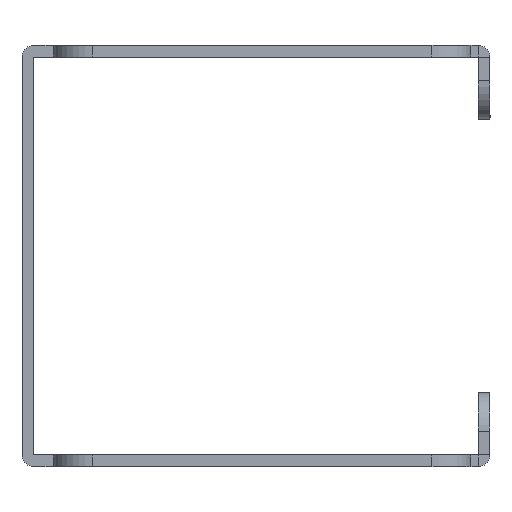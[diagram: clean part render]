
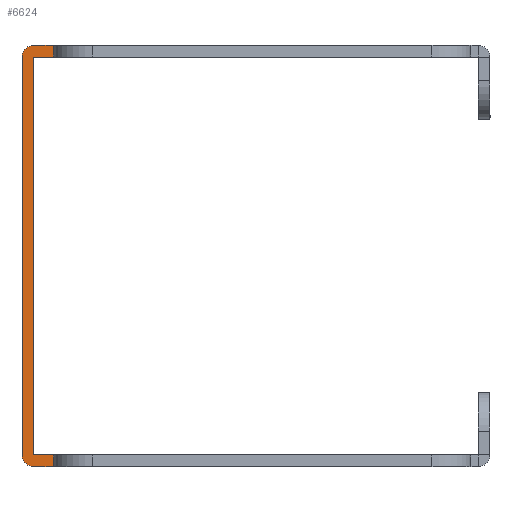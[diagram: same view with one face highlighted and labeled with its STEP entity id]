
A CAD part, left-side view. The second image highlights one B-rep face of the part: STEP entity #6624.
In plain terms, the highlighted planar face has unit normal (-1, 0, 0).
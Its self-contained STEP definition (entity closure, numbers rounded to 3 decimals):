
#27 = EDGE_CURVE ( 'NONE', #1237, #1220, #3194, .T. ) ;
#87 = EDGE_CURVE ( 'NONE', #1256, #1446, #8122, .T. ) ;
#159 = EDGE_CURVE ( 'NONE', #1384, #1284, #8192, .T. ) ;
#205 = EDGE_CURVE ( 'NONE', #6401, #6011, #8155, .T. ) ;
#280 = EDGE_CURVE ( 'NONE', #6011, #1451, #8252, .T. ) ;
#282 = EDGE_CURVE ( 'NONE', #1284, #1126, #8432, .T. ) ;
#285 = EDGE_CURVE ( 'NONE', #1469, #1446, #8513, .T. ) ;
#287 = EDGE_CURVE ( 'NONE', #1305, #1220, #8297, .T. ) ;
#361 = EDGE_CURVE ( 'NONE', #1237, #1256, #2275, .T. ) ;
#362 = EDGE_CURVE ( 'NONE', #6401, #1384, #2347, .T. ) ;
#703 = DIRECTION ( 'NONE',  ( 0., 0., 1. ) ) ;
#704 = CARTESIAN_POINT ( 'NONE',  ( 9.4, 0., -51. ) ) ;
#1126 = VERTEX_POINT ( 'NONE', #9007 ) ;
#1220 = VERTEX_POINT ( 'NONE', #8894 ) ;
#1237 = VERTEX_POINT ( 'NONE', #8877 ) ;
#1256 = VERTEX_POINT ( 'NONE', #8857 ) ;
#1284 = VERTEX_POINT ( 'NONE', #8824 ) ;
#1305 = VERTEX_POINT ( 'NONE', #8801 ) ;
#1384 = VERTEX_POINT ( 'NONE', #8710 ) ;
#1446 = VERTEX_POINT ( 'NONE', #8647 ) ;
#1451 = VERTEX_POINT ( 'NONE', #8642 ) ;
#1469 = VERTEX_POINT ( 'NONE', #8624 ) ;
#1754 = ORIENTED_EDGE ( 'NONE', *, *, #205, .T. ) ;
#1755 = ORIENTED_EDGE ( 'NONE', *, *, #362, .F. ) ;
#1756 = ORIENTED_EDGE ( 'NONE', *, *, #159, .F. ) ;
#1757 = ORIENTED_EDGE ( 'NONE', *, *, #282, .F. ) ;
#1758 = ORIENTED_EDGE ( 'NONE', *, *, #7290, .T. ) ;
#1759 = ORIENTED_EDGE ( 'NONE', *, *, #287, .F. ) ;
#1760 = ORIENTED_EDGE ( 'NONE', *, *, #27, .T. ) ;
#1761 = ORIENTED_EDGE ( 'NONE', *, *, #361, .F. ) ;
#1762 = ORIENTED_EDGE ( 'NONE', *, *, #87, .F. ) ;
#1763 = ORIENTED_EDGE ( 'NONE', *, *, #285, .T. ) ;
#1764 = ORIENTED_EDGE ( 'NONE', *, *, #7366, .T. ) ;
#1765 = ORIENTED_EDGE ( 'NONE', *, *, #280, .T. ) ;
#2053 = FACE_OUTER_BOUND ( 'NONE', #7730, .T. ) ;
#2275 = LINE ( 'NONE', #2860, #2350 ) ;
#2341 = VECTOR ( 'NONE', #2850, 1000. ) ;
#2347 = LINE ( 'NONE', #2853, #2341 ) ;
#2350 = VECTOR ( 'NONE', #2854, 1000. ) ;
#2504 = AXIS2_PLACEMENT_3D ( 'NONE', #5839, #5837, #5836 ) ;
#2506 = AXIS2_PLACEMENT_3D ( 'NONE', #5829, #5828, #5827 ) ;
#2508 = AXIS2_PLACEMENT_3D ( 'NONE', #5821, #5819, #5818 ) ;
#2510 = AXIS2_PLACEMENT_3D ( 'NONE', #5810, #5808, #5807 ) ;
#2638 = AXIS2_PLACEMENT_3D ( 'NONE', #5476, #5450, #5448 ) ;
#2850 = DIRECTION ( 'NONE',  ( 0., 0., -1. ) ) ;
#2853 = CARTESIAN_POINT ( 'NONE',  ( 9.4, -2.5, -55.25 ) ) ;
#2854 = DIRECTION ( 'NONE',  ( 0., 0., -1. ) ) ;
#2860 = CARTESIAN_POINT ( 'NONE',  ( 9.4, -2.5, -55.25 ) ) ;
#3194 = LINE ( 'NONE', #4998, #3288 ) ;
#3288 = VECTOR ( 'NONE', #4131, 1000. ) ;
#3674 = LINE ( 'NONE', #3970, #3680 ) ;
#3680 = VECTOR ( 'NONE', #3985, 1000. ) ;
#3970 = CARTESIAN_POINT ( 'NONE',  ( 9.4, 1.5, -55.25 ) ) ;
#3985 = DIRECTION ( 'NONE',  ( 0., 0., -1. ) ) ;
#4047 = DIRECTION ( 'NONE',  ( 0., 1., 0. ) ) ;
#4065 = CARTESIAN_POINT ( 'NONE',  ( 9.4, -57., -52.5 ) ) ;
#4131 = DIRECTION ( 'NONE',  ( 0., 1., 0. ) ) ;
#4678 = VECTOR ( 'NONE', #703, 1000. ) ;
#4680 = LINE ( 'NONE', #704, #4678 ) ;
#4998 = CARTESIAN_POINT ( 'NONE',  ( 9.4, -57., -51. ) ) ;
#5448 = DIRECTION ( 'NONE',  ( 0., 0., -1. ) ) ;
#5450 = DIRECTION ( 'NONE',  ( 1., 0., 0. ) ) ;
#5461 = PLANE ( 'NONE',  #2638 ) ;
#5476 = CARTESIAN_POINT ( 'NONE',  ( 9.4, -2.5, -55.25 ) ) ;
#5636 = CARTESIAN_POINT ( 'NONE',  ( 9.4, 0., 1.5 ) ) ;
#5651 = DIRECTION ( 'NONE',  ( 0., 1., 0. ) ) ;
#5675 = DIRECTION ( 'NONE',  ( 0., 1., 0. ) ) ;
#5723 = CARTESIAN_POINT ( 'NONE',  ( 9.4, 0., 0. ) ) ;
#5807 = DIRECTION ( 'NONE',  ( 0., 0., -1. ) ) ;
#5808 = DIRECTION ( 'NONE',  ( -1., 0., 0. ) ) ;
#5810 = CARTESIAN_POINT ( 'NONE',  ( 9.4, -0.001, -50.999 ) ) ;
#5818 = DIRECTION ( 'NONE',  ( 0., 0., -1. ) ) ;
#5819 = DIRECTION ( 'NONE',  ( -1., 0., 0. ) ) ;
#5821 = CARTESIAN_POINT ( 'NONE',  ( 9.4, -0.001, -50.999 ) ) ;
#5827 = DIRECTION ( 'NONE',  ( 0., 0., -1. ) ) ;
#5828 = DIRECTION ( 'NONE',  ( -1., 0., 0. ) ) ;
#5829 = CARTESIAN_POINT ( 'NONE',  ( 9.4, -0.001, -0.001 ) ) ;
#5836 = DIRECTION ( 'NONE',  ( 0., 0., -1. ) ) ;
#5837 = DIRECTION ( 'NONE',  ( -1., 0., 0. ) ) ;
#5839 = CARTESIAN_POINT ( 'NONE',  ( 9.4, -0.001, -0.001 ) ) ;
#6011 = VERTEX_POINT ( 'NONE', #7016 ) ;
#6401 = VERTEX_POINT ( 'NONE', #6906 ) ;
#6624 = ADVANCED_FACE ( 'NONE', ( #2053 ), #5461, .F. ) ;
#6906 = CARTESIAN_POINT ( 'NONE',  ( 9.4, -2.5, 1.5 ) ) ;
#7016 = CARTESIAN_POINT ( 'NONE',  ( 9.4, -0.001, 1.5 ) ) ;
#7290 = EDGE_CURVE ( 'NONE', #1305, #1126, #4680, .T. ) ;
#7366 = EDGE_CURVE ( 'NONE', #1451, #1469, #3674, .T. ) ;
#7730 = EDGE_LOOP ( 'NONE', ( #1765, #1764, #1763, #1762, #1761, #1760, #1759, #1758, #1757, #1756, #1755, #1754 ) ) ;
#8120 = VECTOR ( 'NONE', #5675, 1000. ) ;
#8122 = LINE ( 'NONE', #4065, #8131 ) ;
#8131 = VECTOR ( 'NONE', #4047, 1000. ) ;
#8155 = LINE ( 'NONE', #5636, #8263 ) ;
#8192 = LINE ( 'NONE', #5723, #8120 ) ;
#8252 = CIRCLE ( 'NONE', #2504, 1.501 ) ;
#8263 = VECTOR ( 'NONE', #5651, 1000. ) ;
#8297 = CIRCLE ( 'NONE', #2510, 0.001 ) ;
#8432 = CIRCLE ( 'NONE', #2506, 0.001 ) ;
#8513 = CIRCLE ( 'NONE', #2508, 1.501 ) ;
#8624 = CARTESIAN_POINT ( 'NONE',  ( 9.4, 1.5, -50.999 ) ) ;
#8642 = CARTESIAN_POINT ( 'NONE',  ( 9.4, 1.5, -0.001 ) ) ;
#8647 = CARTESIAN_POINT ( 'NONE',  ( 9.4, -0.001, -52.5 ) ) ;
#8710 = CARTESIAN_POINT ( 'NONE',  ( 9.4, -2.5, 0. ) ) ;
#8801 = CARTESIAN_POINT ( 'NONE',  ( 9.4, 0., -50.999 ) ) ;
#8824 = CARTESIAN_POINT ( 'NONE',  ( 9.4, -0.001, 0. ) ) ;
#8857 = CARTESIAN_POINT ( 'NONE',  ( 9.4, -2.5, -52.5 ) ) ;
#8877 = CARTESIAN_POINT ( 'NONE',  ( 9.4, -2.5, -51. ) ) ;
#8894 = CARTESIAN_POINT ( 'NONE',  ( 9.4, -0.001, -51. ) ) ;
#9007 = CARTESIAN_POINT ( 'NONE',  ( 9.4, 0., -0.001 ) ) ;
